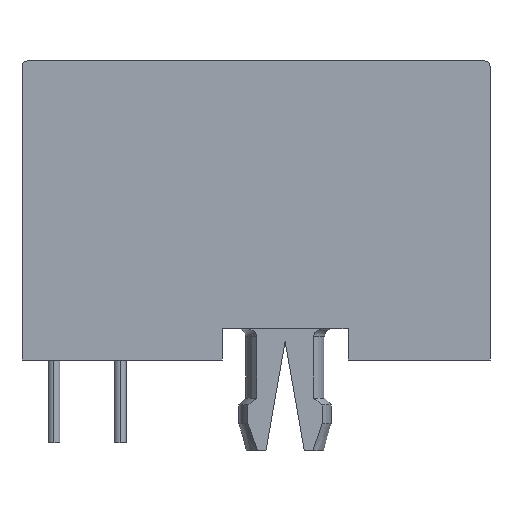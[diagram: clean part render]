
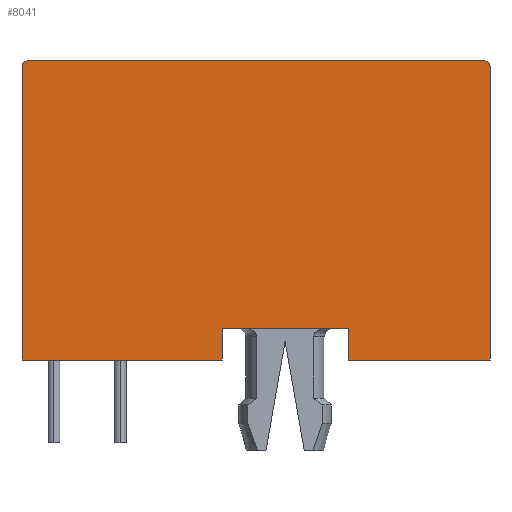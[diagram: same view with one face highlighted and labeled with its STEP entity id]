
A CAD part, left-side view. The second image highlights one B-rep face of the part: STEP entity #8041.
In plain terms, the highlighted planar face has unit normal (-1, 0, 0).
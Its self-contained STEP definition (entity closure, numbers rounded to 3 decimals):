
#117 = ORIENTED_EDGE ( 'NONE', *, *, #6441, .T. ) ;
#169 = LINE ( 'NONE', #4660, #5430 ) ;
#204 = CARTESIAN_POINT ( 'NONE',  ( -5.6, 5.675, 11.3 ) ) ;
#252 = EDGE_CURVE ( 'NONE', #5485, #6435, #1586, .T. ) ;
#326 = VECTOR ( 'NONE', #4479, 1000. ) ;
#338 = DIRECTION ( 'NONE',  ( 0., 0., 1. ) ) ;
#390 = ORIENTED_EDGE ( 'NONE', *, *, #657, .F. ) ;
#503 = DIRECTION ( 'NONE',  ( 0., 0., -1. ) ) ;
#597 = EDGE_CURVE ( 'NONE', #6604, #1226, #4644, .T. ) ;
#616 = CARTESIAN_POINT ( 'NONE',  ( -5.6, 5.675, 11.5 ) ) ;
#657 = EDGE_CURVE ( 'NONE', #4861, #2113, #1181, .T. ) ;
#744 = ORIENTED_EDGE ( 'NONE', *, *, #1135, .F. ) ;
#831 = CARTESIAN_POINT ( 'NONE',  ( -5.6, -12.325, 0. ) ) ;
#832 = VERTEX_POINT ( 'NONE', #831 ) ;
#1058 = PLANE ( 'NONE',  #4634 ) ;
#1135 = EDGE_CURVE ( 'NONE', #3853, #1226, #1171, .T. ) ;
#1140 = DIRECTION ( 'NONE',  ( -1., 0., 0. ) ) ;
#1171 = LINE ( 'NONE', #616, #7269 ) ;
#1181 = LINE ( 'NONE', #4394, #326 ) ;
#1226 = VERTEX_POINT ( 'NONE', #2045 ) ;
#1586 = LINE ( 'NONE', #2220, #3731 ) ;
#1824 = ORIENTED_EDGE ( 'NONE', *, *, #6220, .T. ) ;
#1845 = DIRECTION ( 'NONE',  ( 0., 1., 0. ) ) ;
#2045 = CARTESIAN_POINT ( 'NONE',  ( -5.6, -12.125, 11.5 ) ) ;
#2068 = AXIS2_PLACEMENT_3D ( 'NONE', #2950, #1140, #3720 ) ;
#2113 = VERTEX_POINT ( 'NONE', #6204 ) ;
#2220 = CARTESIAN_POINT ( 'NONE',  ( -5.6, 5.675, 0. ) ) ;
#2530 = FACE_OUTER_BOUND ( 'NONE', #8244, .T. ) ;
#2593 = DIRECTION ( 'NONE',  ( 0., -1., 0. ) ) ;
#2623 = EDGE_CURVE ( 'NONE', #6604, #832, #3124, .T. ) ;
#2667 = ORIENTED_EDGE ( 'NONE', *, *, #8172, .F. ) ;
#2743 = DIRECTION ( 'NONE',  ( 0., 0., 1. ) ) ;
#2779 = LINE ( 'NONE', #5368, #3125 ) ;
#2950 = CARTESIAN_POINT ( 'NONE',  ( -5.6, -12.125, 11.3 ) ) ;
#3040 = EDGE_CURVE ( 'NONE', #6713, #5485, #3839, .T. ) ;
#3086 = DIRECTION ( 'NONE',  ( 1., 0., 0. ) ) ;
#3124 = LINE ( 'NONE', #8314, #6116 ) ;
#3125 = VECTOR ( 'NONE', #338, 1000. ) ;
#3244 = ORIENTED_EDGE ( 'NONE', *, *, #597, .T. ) ;
#3257 = DIRECTION ( 'NONE',  ( 0., 1., 0. ) ) ;
#3528 = AXIS2_PLACEMENT_3D ( 'NONE', #5328, #5206, #3971 ) ;
#3579 = CARTESIAN_POINT ( 'NONE',  ( -5.6, -6.865, 0. ) ) ;
#3649 = ORIENTED_EDGE ( 'NONE', *, *, #5819, .F. ) ;
#3662 = CIRCLE ( 'NONE', #3528, 0.2 ) ;
#3720 = DIRECTION ( 'NONE',  ( 0., 1., 0. ) ) ;
#3731 = VECTOR ( 'NONE', #6760, 1000. ) ;
#3839 = LINE ( 'NONE', #5110, #7480 ) ;
#3853 = VERTEX_POINT ( 'NONE', #6251 ) ;
#3971 = DIRECTION ( 'NONE',  ( 0., 1., 0. ) ) ;
#4181 = CARTESIAN_POINT ( 'NONE',  ( -5.6, -6.865, 1.2 ) ) ;
#4394 = CARTESIAN_POINT ( 'NONE',  ( -5.6, -6.865, 1.2 ) ) ;
#4442 = DIRECTION ( 'NONE',  ( 0., 1., 0. ) ) ;
#4479 = DIRECTION ( 'NONE',  ( 0., 1., 0. ) ) ;
#4521 = CARTESIAN_POINT ( 'NONE',  ( -5.6, -12.325, 11.3 ) ) ;
#4634 = AXIS2_PLACEMENT_3D ( 'NONE', #8239, #3086, #4442 ) ;
#4644 = CIRCLE ( 'NONE', #2068, 0.2 ) ;
#4660 = CARTESIAN_POINT ( 'NONE',  ( -5.6, -12.325, 0. ) ) ;
#4861 = VERTEX_POINT ( 'NONE', #4181 ) ;
#5110 = CARTESIAN_POINT ( 'NONE',  ( -5.6, -2.025, 0. ) ) ;
#5206 = DIRECTION ( 'NONE',  ( -1., 0., 0. ) ) ;
#5238 = ORIENTED_EDGE ( 'NONE', *, *, #3040, .F. ) ;
#5328 = CARTESIAN_POINT ( 'NONE',  ( -5.6, 5.475, 11.3 ) ) ;
#5332 = CARTESIAN_POINT ( 'NONE',  ( -5.6, -6.865, 0. ) ) ;
#5368 = CARTESIAN_POINT ( 'NONE',  ( -5.6, -2.025, 0. ) ) ;
#5430 = VECTOR ( 'NONE', #3257, 1000. ) ;
#5455 = VECTOR ( 'NONE', #2743, 1000. ) ;
#5485 = VERTEX_POINT ( 'NONE', #6329 ) ;
#5819 = EDGE_CURVE ( 'NONE', #832, #7001, #169, .T. ) ;
#5875 = CARTESIAN_POINT ( 'NONE',  ( -5.6, -2.025, 0. ) ) ;
#6116 = VECTOR ( 'NONE', #503, 1000. ) ;
#6204 = CARTESIAN_POINT ( 'NONE',  ( -5.6, -2.025, 1.2 ) ) ;
#6220 = EDGE_CURVE ( 'NONE', #3853, #6435, #3662, .T. ) ;
#6251 = CARTESIAN_POINT ( 'NONE',  ( -5.6, 5.475, 11.5 ) ) ;
#6329 = CARTESIAN_POINT ( 'NONE',  ( -5.6, 5.675, 0. ) ) ;
#6435 = VERTEX_POINT ( 'NONE', #204 ) ;
#6441 = EDGE_CURVE ( 'NONE', #6713, #2113, #2779, .T. ) ;
#6604 = VERTEX_POINT ( 'NONE', #4521 ) ;
#6713 = VERTEX_POINT ( 'NONE', #5875 ) ;
#6760 = DIRECTION ( 'NONE',  ( 0., 0., 1. ) ) ;
#7001 = VERTEX_POINT ( 'NONE', #3579 ) ;
#7248 = LINE ( 'NONE', #5332, #5455 ) ;
#7269 = VECTOR ( 'NONE', #2593, 1000. ) ;
#7480 = VECTOR ( 'NONE', #1845, 1000. ) ;
#7898 = ORIENTED_EDGE ( 'NONE', *, *, #252, .F. ) ;
#8041 = ADVANCED_FACE ( 'NONE', ( #2530 ), #1058, .F. ) ;
#8155 = ORIENTED_EDGE ( 'NONE', *, *, #2623, .F. ) ;
#8172 = EDGE_CURVE ( 'NONE', #7001, #4861, #7248, .T. ) ;
#8239 = CARTESIAN_POINT ( 'NONE',  ( -5.6, -3.325, 5.75 ) ) ;
#8244 = EDGE_LOOP ( 'NONE', ( #8155, #3244, #744, #1824, #7898, #5238, #117, #390, #2667, #3649 ) ) ;
#8314 = CARTESIAN_POINT ( 'NONE',  ( -5.6, -12.325, 11.5 ) ) ;
